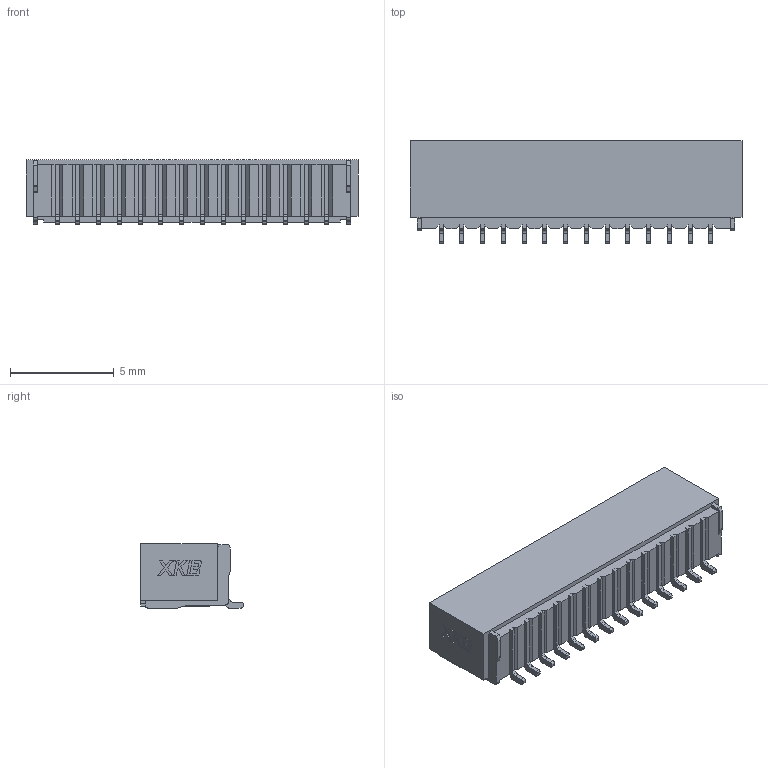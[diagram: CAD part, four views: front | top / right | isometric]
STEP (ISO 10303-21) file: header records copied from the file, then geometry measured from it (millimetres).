
FILE_DESCRIPTION((''),'2;1');
FILE_NAME('X1002WRS-14E-LPSWHF','2020-10-08T',('cwg'),(''),'PRO/ENGINEER BY PARAMETRIC TECHNOLOGY CORPORATION, 2010280','PRO/ENGINEER BY PARAMETRIC TECHNOLOGY CORPORATION, 2010280','');
FILE_SCHEMA(('CONFIG_CONTROL_DESIGN'));
Length unit declared in the file: millimetre
Products named in the file (1): X1002WRS-14E-LPSWHF
Bounding box: 16 x 4.95 x 3.1 mm (x, y, z)
Volume: 103.1 mm3; surface area: 437.4 mm2
Topology: 1 solids, 1 shells, 449 faces, 1251 edges, 820 vertices
Faces by surface type: plane 377, cylinder 72
Entity records: 14211 total; most frequent: CARTESIAN_POINT 2520, ORIENTED_EDGE 2502, DIRECTION 2293, EDGE_CURVE 1251, VECTOR 1107, LINE 1107, VERTEX_POINT 820, AXIS2_PLACEMENT_3D 593
